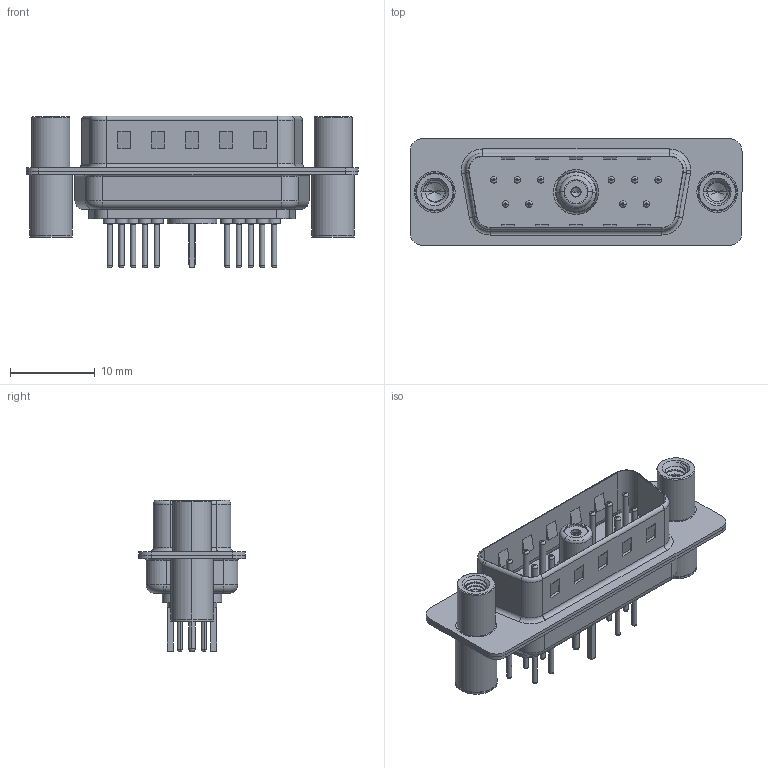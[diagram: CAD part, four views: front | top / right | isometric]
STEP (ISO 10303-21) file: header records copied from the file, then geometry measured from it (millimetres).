
FILE_DESCRIPTION (( 'STEP AP203' ), '1' );
FILE_NAME ('627-11W1224-5TC.STEP', '2019-05-25T13:36:33', ( '' ), ( '' ), 'SwSTEP 2.0', 'SolidWorks 2016', '' );
FILE_SCHEMA (( 'CONFIG_CONTROL_DESIGN' ));
Length unit declared in the file: millimetre
Products named in the file (14): Socket_Str; 627Combo Housing_11W1; Co-Ax Jack Assy_S; 627Combo Shell Rear_15 Contacts; 627Combo Threaded Standoff and Board Spacer_4; 627Combo Shell Front_15 Contacts; 627Combo Contact Row 1_24; 627Combo Threaded Standoff and Board Spacer_C; 627Combo Contact Row 2_24; Co-Ax Jack_Straight PC Tail; 627-11W1224-5TC; Insulator Socket; Insulator Socket 2; Locking Collar
Assembly tree (21 placements, depth 3):
  627-11W1224-5TC
    627Combo Housing_11W1
    627Combo Shell Rear_15 Contacts
    627Combo Shell Front_15 Contacts
    627Combo Threaded Standoff and Board Spacer_C
    Co-Ax Jack Assy_S
      Co-Ax Jack_Straight PC Tail
      Insulator Socket
      Insulator Socket 2
      Locking Collar
      Socket_Str
    627Combo Threaded Standoff and Board Spacer_4
    627Combo Contact Row 1_24  x6
    627Combo Contact Row 2_24  x4
Bounding box: 39.15 x 12.6 x 17.9 mm (x, y, z)
Volume: 2154 mm3; surface area: 5721.5 mm2
Topology: 20 solids, 23 shells, 929 faces, 2113 edges, 1297 vertices
Faces by surface type: cylinder 386, plane 271, torus 218, cone 38, bspline 14, sphere 2
Entity records: 26586 total; most frequent: CARTESIAN_POINT 8641, DIRECTION 3558, ORIENTED_EDGE 3302, EDGE_CURVE 1651, AXIS2_PLACEMENT_3D 1399, VERTEX_POINT 1041, EDGE_LOOP 814, VECTOR 760
